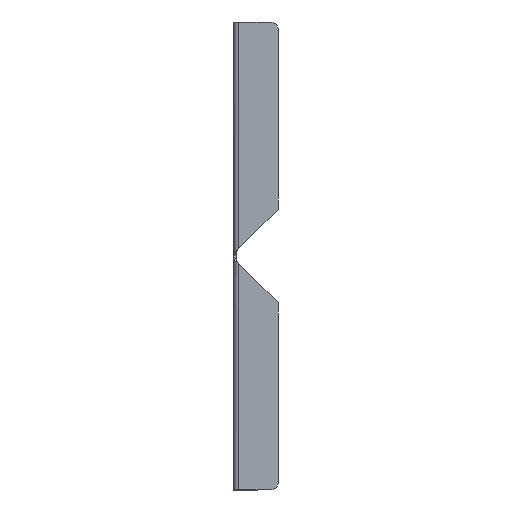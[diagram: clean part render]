
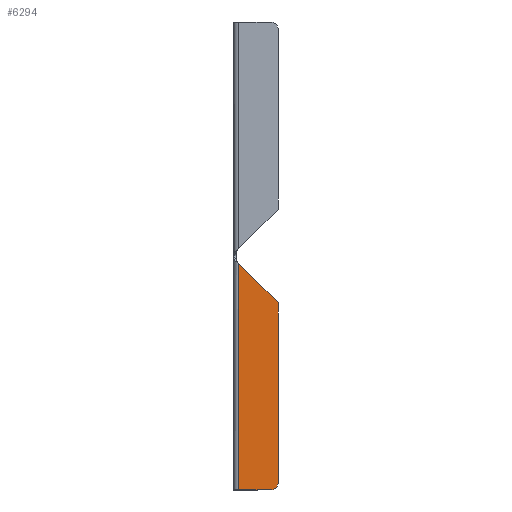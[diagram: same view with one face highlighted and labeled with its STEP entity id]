
A CAD part, front view. The second image highlights one B-rep face of the part: STEP entity #6294.
In plain terms, the highlighted planar face has unit normal (0, -1, 0).
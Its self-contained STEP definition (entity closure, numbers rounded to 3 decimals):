
#733=DIRECTION('',(-1.,0.,0.));
#734=VECTOR('',#733,20.5);
#735=CARTESIAN_POINT('',(23.5,0.,0.));
#736=LINE('',#735,#734);
#1791=DIRECTION('',(-0.707,0.,0.707));
#1792=VECTOR('',#1791,36.062);
#1793=CARTESIAN_POINT('',(28.5,0.,119.879));
#1794=LINE('',#1793,#1792);
#1795=DIRECTION('',(0.,0.,1.));
#1796=VECTOR('',#1795,114.879);
#1797=CARTESIAN_POINT('',(28.5,0.,5.));
#1798=LINE('',#1797,#1796);
#1799=CARTESIAN_POINT('',(23.5,0.,5.));
#1800=DIRECTION('',(0.,-1.,0.));
#1801=DIRECTION('',(0.,0.,-1.));
#1802=AXIS2_PLACEMENT_3D('',#1799,#1800,#1801);
#1860=DIRECTION('',(0.,0.,1.));
#1861=VECTOR('',#1860,145.379);
#1862=CARTESIAN_POINT('',(3.,0.,0.));
#1863=LINE('',#1862,#1861);
#3696=CARTESIAN_POINT('',(23.5,0.,0.));
#3697=CARTESIAN_POINT('',(28.5,0.,5.));
#3698=VERTEX_POINT('',#3696);
#3699=VERTEX_POINT('',#3697);
#3712=CARTESIAN_POINT('',(3.,0.,0.));
#3713=VERTEX_POINT('',#3712);
#3780=CARTESIAN_POINT('',(28.5,0.,119.879));
#3781=VERTEX_POINT('',#3780);
#3784=CARTESIAN_POINT('',(3.,0.,145.379));
#3785=VERTEX_POINT('',#3784);
#6279=CARTESIAN_POINT('',(20.363,0.,46.747));
#6280=DIRECTION('',(0.,-1.,0.));
#6281=DIRECTION('',(1.,0.,0.));
#6282=AXIS2_PLACEMENT_3D('',#6279,#6280,#6281);
#6283=PLANE('',#6282);
#6284=ORIENTED_EDGE('',*,*,#5665,.T.);
#6286=ORIENTED_EDGE('',*,*,#6285,.T.);
#6288=ORIENTED_EDGE('',*,*,#6287,.F.);
#6290=ORIENTED_EDGE('',*,*,#6289,.F.);
#6291=ORIENTED_EDGE('',*,*,#6271,.F.);
#6292=EDGE_LOOP('',(#6284,#6286,#6288,#6290,#6291));
#6293=FACE_OUTER_BOUND('',#6292,.F.);
#6294=ADVANCED_FACE('',(#6293),#6283,.T.);
#1803=CIRCLE('',#1802,5.);
#5665=EDGE_CURVE('',#3698,#3713,#736,.T.);
#6271=EDGE_CURVE('',#3698,#3699,#1803,.T.);
#6285=EDGE_CURVE('',#3713,#3785,#1863,.T.);
#6287=EDGE_CURVE('',#3781,#3785,#1794,.T.);
#6289=EDGE_CURVE('',#3699,#3781,#1798,.T.);
